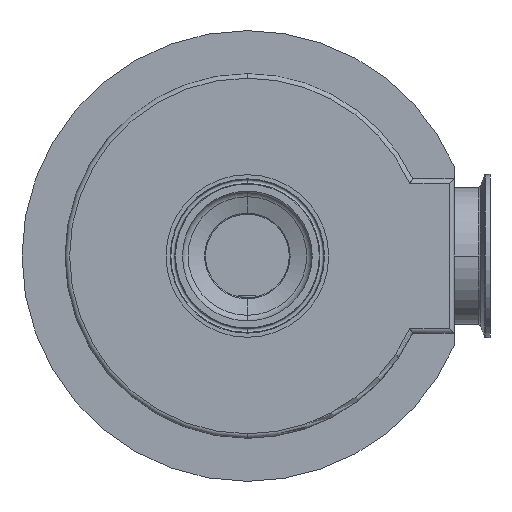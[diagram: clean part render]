
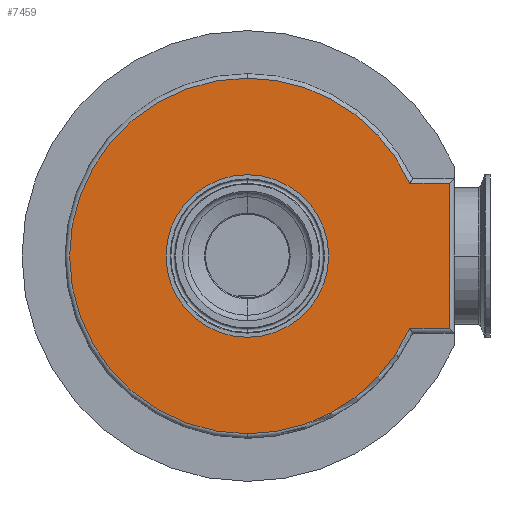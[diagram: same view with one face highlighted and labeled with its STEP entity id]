
A CAD part, front view. The second image highlights one B-rep face of the part: STEP entity #7459.
In plain terms, the highlighted planar face has unit normal (0, -1, 0).
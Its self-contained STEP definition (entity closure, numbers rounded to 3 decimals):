
#115 = DIRECTION ( 'NONE',  ( 1., 0., 0. ) ) ;
#233 = CARTESIAN_POINT ( 'NONE',  ( 0., -43.55, 0. ) ) ;
#302 = CARTESIAN_POINT ( 'NONE',  ( 0., -43.55, 0. ) ) ;
#396 = AXIS2_PLACEMENT_3D ( 'NONE', #7296, #8693, #4628 ) ;
#504 = DIRECTION ( 'NONE',  ( 0., 1., 0. ) ) ;
#621 = EDGE_CURVE ( 'NONE', #1405, #2782, #4701, .T. ) ;
#838 = EDGE_CURVE ( 'NONE', #3133, #1405, #6272, .T. ) ;
#888 = VECTOR ( 'NONE', #9115, 1000. ) ;
#1032 = VERTEX_POINT ( 'NONE', #2244 ) ;
#1088 = CARTESIAN_POINT ( 'NONE',  ( 0., -43.55, 43.838 ) ) ;
#1172 = CARTESIAN_POINT ( 'NONE',  ( 92.385, -43.55, -43.08 ) ) ;
#1341 = LINE ( 'NONE', #2216, #4110 ) ;
#1355 = FACE_BOUND ( 'NONE', #2985, .T. ) ;
#1405 = VERTEX_POINT ( 'NONE', #7833 ) ;
#1422 = ORIENTED_EDGE ( 'NONE', *, *, #2779, .T. ) ;
#2035 = AXIS2_PLACEMENT_3D ( 'NONE', #302, #3095, #4457 ) ;
#2150 = ORIENTED_EDGE ( 'NONE', *, *, #9121, .T. ) ;
#2182 = CARTESIAN_POINT ( 'NONE',  ( 113.03, -43.55, 40.54 ) ) ;
#2216 = CARTESIAN_POINT ( 'NONE',  ( 92.385, -43.55, -40.54 ) ) ;
#2244 = CARTESIAN_POINT ( 'NONE',  ( 0., -43.55, -99.395 ) ) ;
#2370 = CIRCLE ( 'NONE', #8787, 99.395 ) ;
#2628 = AXIS2_PLACEMENT_3D ( 'NONE', #5111, #5859, #5674 ) ;
#2638 = CARTESIAN_POINT ( 'NONE',  ( 113.03, -43.55, -40.54 ) ) ;
#2779 = EDGE_CURVE ( 'NONE', #8789, #8178, #1341, .T. ) ;
#2782 = VERTEX_POINT ( 'NONE', #2959 ) ;
#2936 = EDGE_CURVE ( 'NONE', #2782, #1032, #8152, .T. ) ;
#2959 = CARTESIAN_POINT ( 'NONE',  ( 0., -43.55, 99.395 ) ) ;
#2985 = EDGE_LOOP ( 'NONE', ( #9091, #2150 ) ) ;
#3095 = DIRECTION ( 'NONE',  ( 0., -1., 0. ) ) ;
#3097 = CARTESIAN_POINT ( 'NONE',  ( 90.752, -43.55, -40.54 ) ) ;
#3133 = VERTEX_POINT ( 'NONE', #2182 ) ;
#3429 = CARTESIAN_POINT ( 'NONE',  ( 0., -43.55, -43.838 ) ) ;
#3434 = VERTEX_POINT ( 'NONE', #3429 ) ;
#3682 = ORIENTED_EDGE ( 'NONE', *, *, #621, .T. ) ;
#3969 = AXIS2_PLACEMENT_3D ( 'NONE', #1172, #504, #3997 ) ;
#3997 = DIRECTION ( 'NONE',  ( 0., 0., 1. ) ) ;
#4040 = PLANE ( 'NONE',  #3969 ) ;
#4110 = VECTOR ( 'NONE', #115, 1000. ) ;
#4146 = EDGE_CURVE ( 'NONE', #1032, #8789, #2370, .T. ) ;
#4156 = CIRCLE ( 'NONE', #5344, 43.838 ) ;
#4192 = EDGE_LOOP ( 'NONE', ( #3682, #8609, #5558, #1422, #6555, #5148 ) ) ;
#4341 = EDGE_CURVE ( 'NONE', #9208, #3434, #4156, .T. ) ;
#4457 = DIRECTION ( 'NONE',  ( 0., 0., 1. ) ) ;
#4516 = CARTESIAN_POINT ( 'NONE',  ( 113.03, -43.55, -43.08 ) ) ;
#4628 = DIRECTION ( 'NONE',  ( 0., 0., 1. ) ) ;
#4701 = CIRCLE ( 'NONE', #2628, 99.395 ) ;
#4719 = DIRECTION ( 'NONE',  ( 0., 0., 1. ) ) ;
#5111 = CARTESIAN_POINT ( 'NONE',  ( 0., -43.55, 0. ) ) ;
#5148 = ORIENTED_EDGE ( 'NONE', *, *, #838, .T. ) ;
#5344 = AXIS2_PLACEMENT_3D ( 'NONE', #233, #6538, #5738 ) ;
#5558 = ORIENTED_EDGE ( 'NONE', *, *, #4146, .T. ) ;
#5674 = DIRECTION ( 'NONE',  ( 0., 0., 1. ) ) ;
#5738 = DIRECTION ( 'NONE',  ( 0., 0., 1. ) ) ;
#5859 = DIRECTION ( 'NONE',  ( 0., -1., 0. ) ) ;
#5973 = DIRECTION ( 'NONE',  ( 0., 0., 1. ) ) ;
#6082 = DIRECTION ( 'NONE',  ( 0., -1., 0. ) ) ;
#6272 = LINE ( 'NONE', #7856, #888 ) ;
#6438 = EDGE_CURVE ( 'NONE', #8178, #3133, #7509, .T. ) ;
#6538 = DIRECTION ( 'NONE',  ( 0., 1., 0. ) ) ;
#6555 = ORIENTED_EDGE ( 'NONE', *, *, #6438, .T. ) ;
#7296 = CARTESIAN_POINT ( 'NONE',  ( 0., -43.55, 0. ) ) ;
#7459 = ADVANCED_FACE ( 'NONE', ( #1355, #7611 ), #4040, .F. ) ;
#7509 = LINE ( 'NONE', #4516, #8139 ) ;
#7611 = FACE_OUTER_BOUND ( 'NONE', #4192, .T. ) ;
#7833 = CARTESIAN_POINT ( 'NONE',  ( 90.752, -43.55, 40.54 ) ) ;
#7853 = CIRCLE ( 'NONE', #396, 43.838 ) ;
#7856 = CARTESIAN_POINT ( 'NONE',  ( 92.385, -43.55, 40.54 ) ) ;
#8139 = VECTOR ( 'NONE', #5973, 1000. ) ;
#8152 = CIRCLE ( 'NONE', #2035, 99.395 ) ;
#8178 = VERTEX_POINT ( 'NONE', #2638 ) ;
#8320 = CARTESIAN_POINT ( 'NONE',  ( 0., -43.55, 0. ) ) ;
#8609 = ORIENTED_EDGE ( 'NONE', *, *, #2936, .T. ) ;
#8693 = DIRECTION ( 'NONE',  ( 0., 1., 0. ) ) ;
#8787 = AXIS2_PLACEMENT_3D ( 'NONE', #8320, #6082, #4719 ) ;
#8789 = VERTEX_POINT ( 'NONE', #3097 ) ;
#9091 = ORIENTED_EDGE ( 'NONE', *, *, #4341, .T. ) ;
#9115 = DIRECTION ( 'NONE',  ( -1., 0., 0. ) ) ;
#9121 = EDGE_CURVE ( 'NONE', #3434, #9208, #7853, .T. ) ;
#9208 = VERTEX_POINT ( 'NONE', #1088 ) ;
